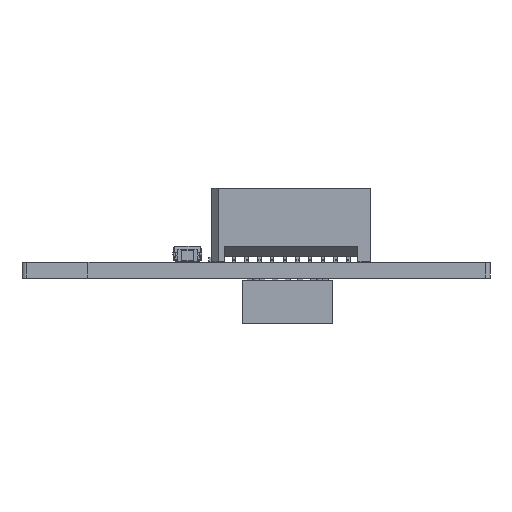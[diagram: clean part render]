
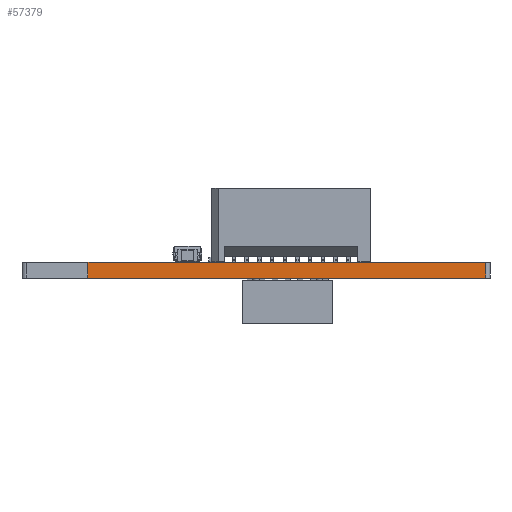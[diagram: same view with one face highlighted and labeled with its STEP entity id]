
A CAD part, left-side view. The second image highlights one B-rep face of the part: STEP entity #57379.
In plain terms, the highlighted planar face has unit normal (-1, 0, 0).
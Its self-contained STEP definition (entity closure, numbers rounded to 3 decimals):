
#54679 = PLANE('',#54680);
#54680 = AXIS2_PLACEMENT_3D('',#54681,#54682,#54683);
#54681 = CARTESIAN_POINT('',(107.4,-63.7,1.6));
#54682 = DIRECTION('',(-0.,-0.,-1.));
#54683 = DIRECTION('',(-1.,0.,0.));
#54733 = PLANE('',#54734);
#54734 = AXIS2_PLACEMENT_3D('',#54735,#54736,#54737);
#54735 = CARTESIAN_POINT('',(107.4,-63.7,0.));
#54736 = DIRECTION('',(-0.,-0.,-1.));
#54737 = DIRECTION('',(-1.,0.,0.));
#55203 = VERTEX_POINT('',#55204);
#55204 = CARTESIAN_POINT('',(84.,-86.7,0.));
#55223 = CYLINDRICAL_SURFACE('',#55224,0.4);
#55224 = AXIS2_PLACEMENT_3D('',#55225,#55226,#55227);
#55225 = CARTESIAN_POINT('',(84.4,-86.7,0.));
#55226 = DIRECTION('',(-0.,-0.,-1.));
#55227 = DIRECTION('',(1.,0.,-0.));
#55235 = EDGE_CURVE('',#55203,#55236,#55238,.T.);
#55236 = VERTEX_POINT('',#55237);
#55237 = CARTESIAN_POINT('',(84.,-46.9,0.));
#55238 = SURFACE_CURVE('',#55239,(#55243,#55250),.PCURVE_S1.);
#55239 = LINE('',#55240,#55241);
#55240 = CARTESIAN_POINT('',(84.,-86.7,0.));
#55241 = VECTOR('',#55242,1.);
#55242 = DIRECTION('',(0.,1.,0.));
#55243 = PCURVE('',#54733,#55244);
#55244 = DEFINITIONAL_REPRESENTATION('',(#55245),#55249);
#55245 = LINE('',#55246,#55247);
#55246 = CARTESIAN_POINT('',(23.4,-23.));
#55247 = VECTOR('',#55248,1.);
#55248 = DIRECTION('',(0.,1.));
#55249 = ( GEOMETRIC_REPRESENTATION_CONTEXT(2) 
PARAMETRIC_REPRESENTATION_CONTEXT() REPRESENTATION_CONTEXT('2D SPACE',''
  ) );
#55250 = PCURVE('',#55251,#55256);
#55251 = PLANE('',#55252);
#55252 = AXIS2_PLACEMENT_3D('',#55253,#55254,#55255);
#55253 = CARTESIAN_POINT('',(84.,-86.7,0.));
#55254 = DIRECTION('',(-1.,0.,0.));
#55255 = DIRECTION('',(0.,1.,0.));
#55256 = DEFINITIONAL_REPRESENTATION('',(#55257),#55261);
#55257 = LINE('',#55258,#55259);
#55258 = CARTESIAN_POINT('',(0.,0.));
#55259 = VECTOR('',#55260,1.);
#55260 = DIRECTION('',(1.,0.));
#55261 = ( GEOMETRIC_REPRESENTATION_CONTEXT(2) 
PARAMETRIC_REPRESENTATION_CONTEXT() REPRESENTATION_CONTEXT('2D SPACE',''
  ) );
#55279 = PLANE('',#55280);
#55280 = AXIS2_PLACEMENT_3D('',#55281,#55282,#55283);
#55281 = CARTESIAN_POINT('',(84.,-46.9,0.));
#55282 = DIRECTION('',(-1.,0.,0.));
#55283 = DIRECTION('',(0.,1.,0.));
#56164 = VERTEX_POINT('',#56165);
#56165 = CARTESIAN_POINT('',(84.,-86.7,1.6));
#56191 = EDGE_CURVE('',#56164,#56192,#56194,.T.);
#56192 = VERTEX_POINT('',#56193);
#56193 = CARTESIAN_POINT('',(84.,-46.9,1.6));
#56194 = SURFACE_CURVE('',#56195,(#56199,#56206),.PCURVE_S1.);
#56195 = LINE('',#56196,#56197);
#56196 = CARTESIAN_POINT('',(84.,-86.7,1.6));
#56197 = VECTOR('',#56198,1.);
#56198 = DIRECTION('',(0.,1.,0.));
#56199 = PCURVE('',#54679,#56200);
#56200 = DEFINITIONAL_REPRESENTATION('',(#56201),#56205);
#56201 = LINE('',#56202,#56203);
#56202 = CARTESIAN_POINT('',(23.4,-23.));
#56203 = VECTOR('',#56204,1.);
#56204 = DIRECTION('',(0.,1.));
#56205 = ( GEOMETRIC_REPRESENTATION_CONTEXT(2) 
PARAMETRIC_REPRESENTATION_CONTEXT() REPRESENTATION_CONTEXT('2D SPACE',''
  ) );
#56206 = PCURVE('',#55251,#56207);
#56207 = DEFINITIONAL_REPRESENTATION('',(#56208),#56212);
#56208 = LINE('',#56209,#56210);
#56209 = CARTESIAN_POINT('',(0.,-1.6));
#56210 = VECTOR('',#56211,1.);
#56211 = DIRECTION('',(1.,0.));
#56212 = ( GEOMETRIC_REPRESENTATION_CONTEXT(2) 
PARAMETRIC_REPRESENTATION_CONTEXT() REPRESENTATION_CONTEXT('2D SPACE',''
  ) );
#57329 = EDGE_CURVE('',#55203,#56164,#57330,.T.);
#57330 = SURFACE_CURVE('',#57331,(#57335,#57342),.PCURVE_S1.);
#57331 = LINE('',#57332,#57333);
#57332 = CARTESIAN_POINT('',(84.,-86.7,0.));
#57333 = VECTOR('',#57334,1.);
#57334 = DIRECTION('',(0.,0.,1.));
#57335 = PCURVE('',#55223,#57336);
#57336 = DEFINITIONAL_REPRESENTATION('',(#57337),#57341);
#57337 = LINE('',#57338,#57339);
#57338 = CARTESIAN_POINT('',(-3.142,0.));
#57339 = VECTOR('',#57340,1.);
#57340 = DIRECTION('',(-0.,-1.));
#57341 = ( GEOMETRIC_REPRESENTATION_CONTEXT(2) 
PARAMETRIC_REPRESENTATION_CONTEXT() REPRESENTATION_CONTEXT('2D SPACE',''
  ) );
#57342 = PCURVE('',#55251,#57343);
#57343 = DEFINITIONAL_REPRESENTATION('',(#57344),#57348);
#57344 = LINE('',#57345,#57346);
#57345 = CARTESIAN_POINT('',(0.,0.));
#57346 = VECTOR('',#57347,1.);
#57347 = DIRECTION('',(0.,-1.));
#57348 = ( GEOMETRIC_REPRESENTATION_CONTEXT(2) 
PARAMETRIC_REPRESENTATION_CONTEXT() REPRESENTATION_CONTEXT('2D SPACE',''
  ) );
#57356 = EDGE_CURVE('',#55236,#56192,#57357,.T.);
#57357 = SURFACE_CURVE('',#57358,(#57362,#57369),.PCURVE_S1.);
#57358 = LINE('',#57359,#57360);
#57359 = CARTESIAN_POINT('',(84.,-46.9,0.));
#57360 = VECTOR('',#57361,1.);
#57361 = DIRECTION('',(0.,0.,1.));
#57362 = PCURVE('',#55279,#57363);
#57363 = DEFINITIONAL_REPRESENTATION('',(#57364),#57368);
#57364 = LINE('',#57365,#57366);
#57365 = CARTESIAN_POINT('',(0.,0.));
#57366 = VECTOR('',#57367,1.);
#57367 = DIRECTION('',(0.,-1.));
#57368 = ( GEOMETRIC_REPRESENTATION_CONTEXT(2) 
PARAMETRIC_REPRESENTATION_CONTEXT() REPRESENTATION_CONTEXT('2D SPACE',''
  ) );
#57369 = PCURVE('',#55251,#57370);
#57370 = DEFINITIONAL_REPRESENTATION('',(#57371),#57375);
#57371 = LINE('',#57372,#57373);
#57372 = CARTESIAN_POINT('',(39.8,0.));
#57373 = VECTOR('',#57374,1.);
#57374 = DIRECTION('',(0.,-1.));
#57375 = ( GEOMETRIC_REPRESENTATION_CONTEXT(2) 
PARAMETRIC_REPRESENTATION_CONTEXT() REPRESENTATION_CONTEXT('2D SPACE',''
  ) );
#57379 = ADVANCED_FACE('',(#57380),#55251,.T.);
#57380 = FACE_BOUND('',#57381,.T.);
#57381 = EDGE_LOOP('',(#57382,#57383,#57384,#57385));
#57382 = ORIENTED_EDGE('',*,*,#57329,.T.);
#57383 = ORIENTED_EDGE('',*,*,#56191,.T.);
#57384 = ORIENTED_EDGE('',*,*,#57356,.F.);
#57385 = ORIENTED_EDGE('',*,*,#55235,.F.);
